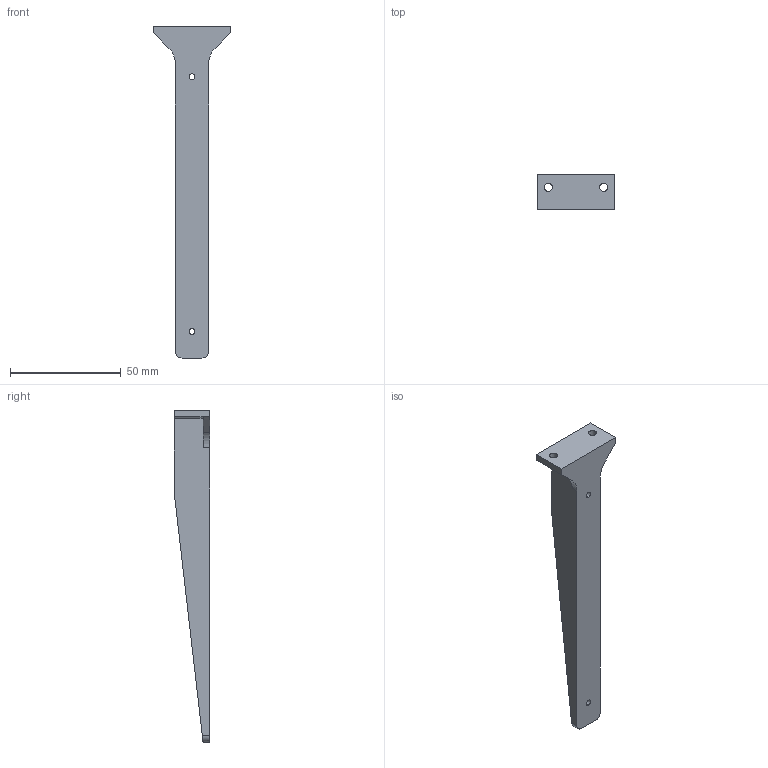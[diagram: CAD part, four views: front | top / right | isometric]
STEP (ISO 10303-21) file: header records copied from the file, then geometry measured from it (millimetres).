
FILE_DESCRIPTION (( 'STEP AP203' ), '1' );
FILE_NAME ('duet+duex_bracket_standalone_x4.step', '2018-08-16T17:01:14', ( '' ), ( '' ), 'SwSTEP 2.0', 'SolidWorks 2018', '' );
FILE_SCHEMA (( 'CONFIG_CONTROL_DESIGN' ));
Length unit declared in the file: millimetre
Products named in the file (1): duet+duex_bracket_standalone_x4
Bounding box: 35 x 16 x 150 mm (x, y, z)
Volume: 13233 mm3; surface area: 11578.6 mm2
Topology: 1 solids, 1 shells, 36 faces, 100 edges, 66 vertices
Faces by surface type: plane 20, cylinder 16
Entity records: 1253 total; most frequent: CARTESIAN_POINT 209, DIRECTION 204, ORIENTED_EDGE 200, EDGE_CURVE 100, AXIS2_PLACEMENT_3D 69, LINE 66, VERTEX_POINT 66, VECTOR 66
